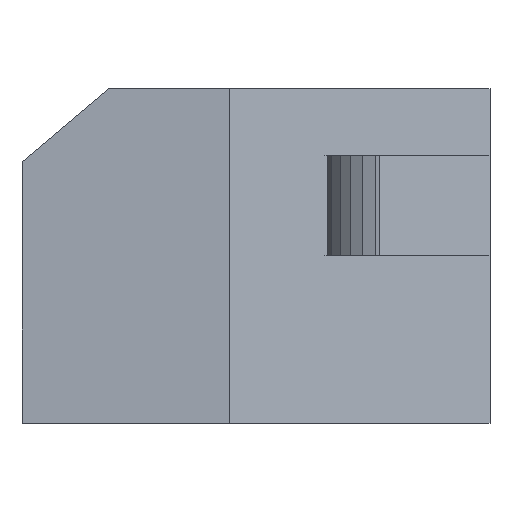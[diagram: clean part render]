
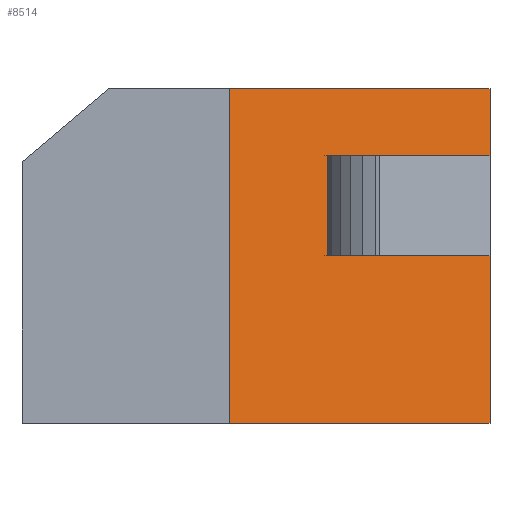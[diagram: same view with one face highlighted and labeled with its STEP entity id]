
A CAD part, left-side view. The second image highlights one B-rep face of the part: STEP entity #8514.
In plain terms, the highlighted planar face has unit normal (-0.866, -0.5, 0).
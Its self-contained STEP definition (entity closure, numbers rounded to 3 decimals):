
#24 = VERTEX_POINT('',#25);
#25 = CARTESIAN_POINT('',(-13.,-4.203,0.));
#48 = VERTEX_POINT('',#49);
#49 = CARTESIAN_POINT('',(-13.,-4.203,10.));
#55 = EDGE_CURVE('',#24,#48,#56,.T.);
#56 = LINE('',#57,#58);
#57 = CARTESIAN_POINT('',(-13.,-4.203,-0.5));
#58 = VECTOR('',#59,1.);
#59 = DIRECTION('',(0.,0.,1.));
#86 = EDGE_CURVE('',#87,#24,#89,.T.);
#87 = VERTEX_POINT('',#88);
#88 = CARTESIAN_POINT('',(-8.498,-12.,0.));
#89 = LINE('',#90,#91);
#90 = CARTESIAN_POINT('',(-9.783,-9.775,
    0.));
#91 = VECTOR('',#92,1.);
#92 = DIRECTION('',(-0.5,0.866,0.));
#8514 = ADVANCED_FACE('',(#8515),#8597,.F.);
#8515 = FACE_BOUND('',#8516,.F.);
#8516 = EDGE_LOOP('',(#8517,#8527,#8533,#8534,#8535,#8543,#8551,#8559,
    #8567,#8575,#8583,#8591));
#8517 = ORIENTED_EDGE('',*,*,#8518,.F.);
#8518 = EDGE_CURVE('',#8519,#8521,#8523,.T.);
#8519 = VERTEX_POINT('',#8520);
#8520 = CARTESIAN_POINT('',(-8.498,-12.,5.));
#8521 = VERTEX_POINT('',#8522);
#8522 = CARTESIAN_POINT('',(-10.23,-9.,5.));
#8523 = LINE('',#8524,#8525);
#8524 = CARTESIAN_POINT('',(-2.212,-22.888,5.));
#8525 = VECTOR('',#8526,1.);
#8526 = DIRECTION('',(-0.5,0.866,0.));
#8527 = ORIENTED_EDGE('',*,*,#8528,.F.);
#8528 = EDGE_CURVE('',#87,#8519,#8529,.T.);
#8529 = LINE('',#8530,#8531);
#8530 = CARTESIAN_POINT('',(-8.498,-12.,-0.5));
#8531 = VECTOR('',#8532,1.);
#8532 = DIRECTION('',(0.,0.,1.));
#8533 = ORIENTED_EDGE('',*,*,#86,.T.);
#8534 = ORIENTED_EDGE('',*,*,#55,.T.);
#8535 = ORIENTED_EDGE('',*,*,#8536,.F.);
#8536 = EDGE_CURVE('',#8537,#48,#8539,.T.);
#8537 = VERTEX_POINT('',#8538);
#8538 = CARTESIAN_POINT('',(-8.498,-12.,10.));
#8539 = LINE('',#8540,#8541);
#8540 = CARTESIAN_POINT('',(-9.783,-9.775,10.));
#8541 = VECTOR('',#8542,1.);
#8542 = DIRECTION('',(-0.5,0.866,0.));
#8543 = ORIENTED_EDGE('',*,*,#8544,.F.);
#8544 = EDGE_CURVE('',#8545,#8537,#8547,.T.);
#8545 = VERTEX_POINT('',#8546);
#8546 = CARTESIAN_POINT('',(-8.498,-12.,8.));
#8547 = LINE('',#8548,#8549);
#8548 = CARTESIAN_POINT('',(-8.498,-12.,-0.5));
#8549 = VECTOR('',#8550,1.);
#8550 = DIRECTION('',(0.,0.,1.));
#8551 = ORIENTED_EDGE('',*,*,#8552,.T.);
#8552 = EDGE_CURVE('',#8545,#8553,#8555,.T.);
#8553 = VERTEX_POINT('',#8554);
#8554 = CARTESIAN_POINT('',(-10.23,-9.,8.));
#8555 = LINE('',#8556,#8557);
#8556 = CARTESIAN_POINT('',(-2.212,-22.888,8.));
#8557 = VECTOR('',#8558,1.);
#8558 = DIRECTION('',(-0.5,0.866,0.));
#8559 = ORIENTED_EDGE('',*,*,#8560,.T.);
#8560 = EDGE_CURVE('',#8553,#8561,#8563,.T.);
#8561 = VERTEX_POINT('',#8562);
#8562 = CARTESIAN_POINT('',(-10.545,-8.455,8.));
#8563 = LINE('',#8564,#8565);
#8564 = CARTESIAN_POINT('',(-2.212,-22.888,8.));
#8565 = VECTOR('',#8566,1.);
#8566 = DIRECTION('',(-0.5,0.866,0.));
#8567 = ORIENTED_EDGE('',*,*,#8568,.F.);
#8568 = EDGE_CURVE('',#8569,#8561,#8571,.T.);
#8569 = VERTEX_POINT('',#8570);
#8570 = CARTESIAN_POINT('',(-11.312,-7.127,8.));
#8571 = LINE('',#8572,#8573);
#8572 = CARTESIAN_POINT('',(-7.251,-14.16,8.));
#8573 = VECTOR('',#8574,1.);
#8574 = DIRECTION('',(0.5,-0.866,0.));
#8575 = ORIENTED_EDGE('',*,*,#8576,.F.);
#8576 = EDGE_CURVE('',#8577,#8569,#8579,.T.);
#8577 = VERTEX_POINT('',#8578);
#8578 = CARTESIAN_POINT('',(-11.312,-7.127,5.));
#8579 = LINE('',#8580,#8581);
#8580 = CARTESIAN_POINT('',(-11.312,-7.127,2.));
#8581 = VECTOR('',#8582,1.);
#8582 = DIRECTION('',(0.,0.,1.));
#8583 = ORIENTED_EDGE('',*,*,#8584,.T.);
#8584 = EDGE_CURVE('',#8577,#8585,#8587,.T.);
#8585 = VERTEX_POINT('',#8586);
#8586 = CARTESIAN_POINT('',(-10.545,-8.455,5.));
#8587 = LINE('',#8588,#8589);
#8588 = CARTESIAN_POINT('',(-7.251,-14.16,5.));
#8589 = VECTOR('',#8590,1.);
#8590 = DIRECTION('',(0.5,-0.866,0.));
#8591 = ORIENTED_EDGE('',*,*,#8592,.F.);
#8592 = EDGE_CURVE('',#8521,#8585,#8593,.T.);
#8593 = LINE('',#8594,#8595);
#8594 = CARTESIAN_POINT('',(-2.212,-22.888,5.));
#8595 = VECTOR('',#8596,1.);
#8596 = DIRECTION('',(-0.5,0.866,0.));
#8597 = PLANE('',#8598);
#8598 = AXIS2_PLACEMENT_3D('',#8599,#8600,#8601);
#8599 = CARTESIAN_POINT('',(-3.879,-20.,-1.));
#8600 = DIRECTION('',(0.866,0.5,0.));
#8601 = DIRECTION('',(-0.5,0.866,0.));
